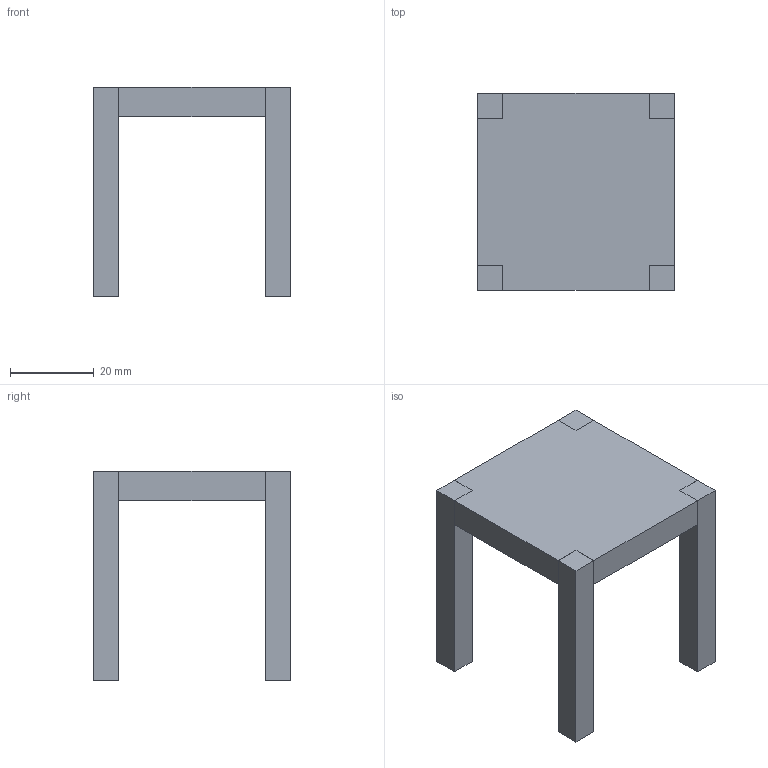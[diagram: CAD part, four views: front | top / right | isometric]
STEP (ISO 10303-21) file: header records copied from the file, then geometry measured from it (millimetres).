
FILE_DESCRIPTION (( 'STEP AP203' ), '1' );
FILE_NAME ('Hocker.STEP', '2020-09-26T15:11:27', ( '' ), ( '' ), 'SwSTEP 2.0', 'SolidWorks 2019', '' );
FILE_SCHEMA (( 'CONFIG_CONTROL_DESIGN' ));
Length unit declared in the file: millimetre
Products named in the file (3): Hocker; Sitzfläche; Hockerbein
Assembly tree (5 placements, depth 2):
  Hocker
    Sitzfläche
    Hockerbein  x4
Bounding box: 47 x 47 x 50.04 mm (x, y, z)
Volume: 21655 mm3; surface area: 10534 mm2
Topology: 5 solids, 5 shells, 38 faces, 84 edges, 56 vertices
Faces by surface type: plane 38
Entity records: 973 total; most frequent: CARTESIAN_POINT 108, DIRECTION 104, ORIENTED_EDGE 96, VECTOR 48, LINE 48, EDGE_CURVE 48, VERTEX_POINT 32, PERSON_AND_ORGANIZATION 29
